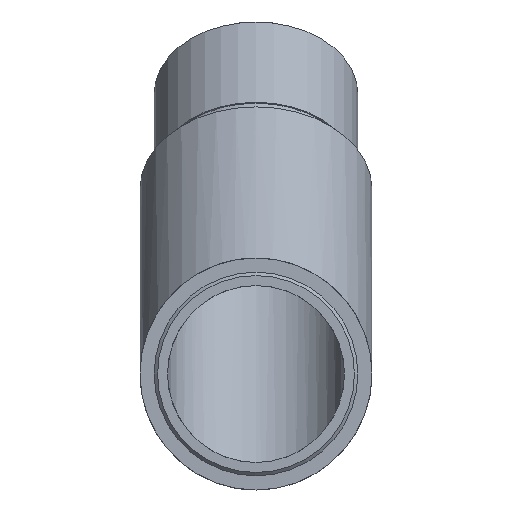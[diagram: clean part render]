
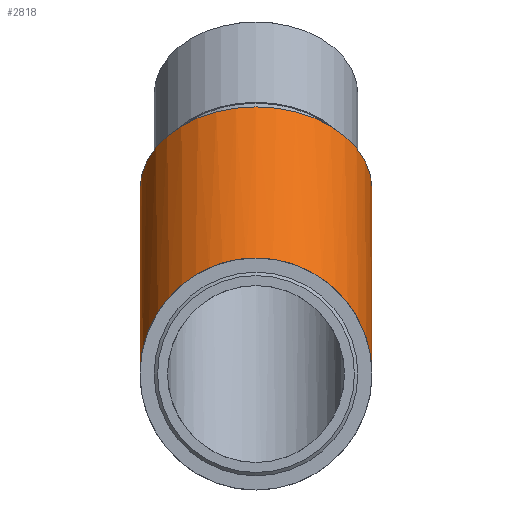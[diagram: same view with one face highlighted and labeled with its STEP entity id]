
A CAD part, front view. The second image highlights one B-rep face of the part: STEP entity #2818.
In plain terms, the highlighted cylindrical face has radius 16.85 mm (diameter 33.7 mm), a full revolution.
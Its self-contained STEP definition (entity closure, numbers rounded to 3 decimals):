
#281 = DIRECTION ( 'NONE',  ( 0., -0.707, 0.707 ) ) ;
#499 = FACE_OUTER_BOUND ( 'NONE', #11081, .T. ) ;
#1116 = EDGE_LOOP ( 'NONE', ( #3894 ) ) ;
#1205 = CARTESIAN_POINT ( 'NONE',  ( 0., 31.041, 16.85 ) ) ;
#1487 = VERTEX_POINT ( 'NONE', #6162 ) ;
#2105 = DIRECTION ( 'NONE',  ( 0., 0.707, 0.707 ) ) ;
#2818 = ADVANCED_FACE ( 'NONE', ( #499, #4780 ), #9750, .T. ) ;
#3511 = AXIS2_PLACEMENT_3D ( 'NONE', #10617, #2105, #10030 ) ;
#3894 = ORIENTED_EDGE ( 'NONE', *, *, #3994, .T. ) ;
#3994 = EDGE_CURVE ( 'NONE', #1487, #1487, #6045, .T. ) ;
#4780 = FACE_OUTER_BOUND ( 'NONE', #1116, .T. ) ;
#5351 = ORIENTED_EDGE ( 'NONE', *, *, #10503, .T. ) ;
#5681 = CARTESIAN_POINT ( 'NONE',  ( 0., 45., -16.85 ) ) ;
#6045 = CIRCLE ( 'NONE', #10296, 16.85 ) ;
#6162 = CARTESIAN_POINT ( 'NONE',  ( 0., 52.99, 38.799 ) ) ;
#6487 = CARTESIAN_POINT ( 'NONE',  ( 33.7, 45., -16.85 ) ) ;
#6529 = CARTESIAN_POINT ( 'NONE',  ( 0., 31.041, 16.85 ) ) ;
#6735 = VERTEX_POINT ( 'NONE', #9693 ) ;
#7449 = CARTESIAN_POINT ( 'NONE',  ( -33.7, 31.041, 16.85 ) ) ;
#7489 = CARTESIAN_POINT ( 'NONE',  ( -33.7, 45., -16.85 ) ) ;
#7560 =( BOUNDED_CURVE ( )  B_SPLINE_CURVE ( 3, ( #6529, #10098, #6487, #5681, #7489, #7449, #1205 ),
 .UNSPECIFIED., .T., .F. ) 
 B_SPLINE_CURVE_WITH_KNOTS ( ( 4, 3, 4 ),
 ( 0., 3.142, 6.283 ),
 .UNSPECIFIED. ) 
 CURVE ( )  GEOMETRIC_REPRESENTATION_ITEM ( )  RATIONAL_B_SPLINE_CURVE ( ( 1., 0.333, 0.333, 1., 0.333, 0.333, 1. ) ) 
 REPRESENTATION_ITEM ( '' )  );
#9693 = CARTESIAN_POINT ( 'NONE',  ( 0., 31.041, 16.85 ) ) ;
#9750 = CYLINDRICAL_SURFACE ( 'NONE', #3511, 16.85 ) ;
#10030 = DIRECTION ( 'NONE',  ( 0., -0.707, 0.707 ) ) ;
#10098 = CARTESIAN_POINT ( 'NONE',  ( 33.7, 31.041, 16.85 ) ) ;
#10296 = AXIS2_PLACEMENT_3D ( 'NONE', #10747, #10890, #281 ) ;
#10503 = EDGE_CURVE ( 'NONE', #6735, #6735, #7560, .T. ) ;
#10617 = CARTESIAN_POINT ( 'NONE',  ( 0., 38.021, 0. ) ) ;
#10747 = CARTESIAN_POINT ( 'NONE',  ( 0., 64.905, 26.885 ) ) ;
#10890 = DIRECTION ( 'NONE',  ( 0., -0.707, -0.707 ) ) ;
#11081 = EDGE_LOOP ( 'NONE', ( #5351 ) ) ;
